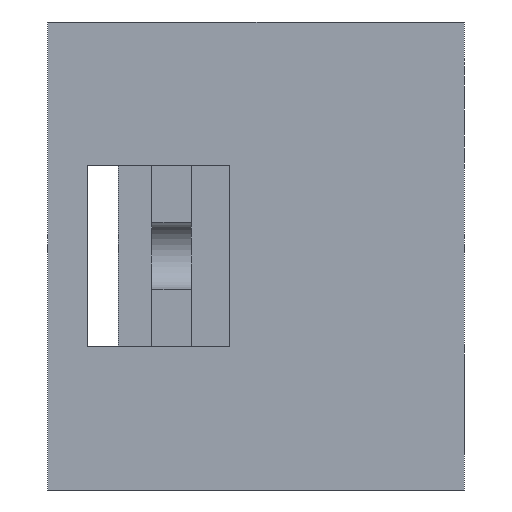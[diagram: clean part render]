
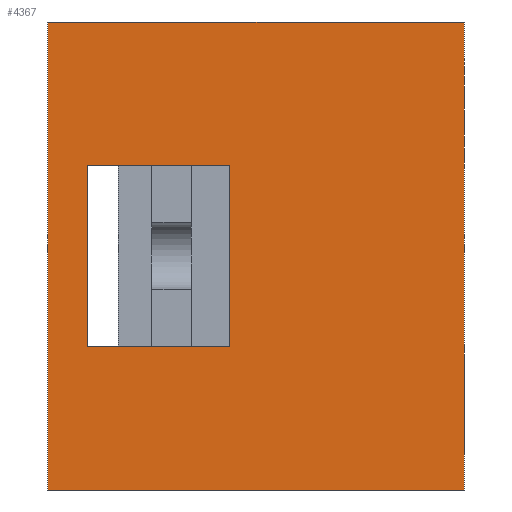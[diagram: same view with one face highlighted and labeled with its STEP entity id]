
A CAD part, left-side view. The second image highlights one B-rep face of the part: STEP entity #4367.
In plain terms, the highlighted planar face has unit normal (-1, 0, 0).
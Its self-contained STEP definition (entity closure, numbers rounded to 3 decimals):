
#25=DIRECTION('',(0.,-1.,0.));
#26=VECTOR('',#25,16.02);
#27=CARTESIAN_POINT('',(-17.51,16.01,-0.01));
#28=LINE('',#27,#26);
#1237=DIRECTION('',(0.,-1.,0.));
#1238=VECTOR('',#1237,16.02);
#1239=CARTESIAN_POINT('',(-17.51,16.01,18.01));
#1240=LINE('',#1239,#1238);
#1265=DIRECTION('',(0.,0.,1.));
#1266=VECTOR('',#1265,18.02);
#1267=CARTESIAN_POINT('',(-17.51,-0.01,-0.01));
#1268=LINE('',#1267,#1266);
#1269=DIRECTION('',(0.,0.,1.));
#1270=VECTOR('',#1269,18.02);
#1271=CARTESIAN_POINT('',(-17.51,16.01,-0.01));
#1272=LINE('',#1271,#1270);
#1273=DIRECTION('',(0.,-1.,0.));
#1274=VECTOR('',#1273,5.48);
#1275=CARTESIAN_POINT('',(-17.51,14.49,5.51));
#1276=LINE('',#1275,#1274);
#1277=DIRECTION('',(0.,0.,1.));
#1278=VECTOR('',#1277,6.98);
#1279=CARTESIAN_POINT('',(-17.51,9.01,5.51));
#1280=LINE('',#1279,#1278);
#1281=DIRECTION('',(0.,1.,0.));
#1282=VECTOR('',#1281,5.48);
#1283=CARTESIAN_POINT('',(-17.51,9.01,12.49));
#1284=LINE('',#1283,#1282);
#1285=DIRECTION('',(0.,0.,-1.));
#1286=VECTOR('',#1285,6.98);
#1287=CARTESIAN_POINT('',(-17.51,14.49,12.49));
#1288=LINE('',#1287,#1286);
#2427=CARTESIAN_POINT('',(-17.51,16.01,-0.01));
#2429=VERTEX_POINT('',#2427);
#2430=CARTESIAN_POINT('',(-17.51,-0.01,-0.01));
#2431=VERTEX_POINT('',#2430);
#2487=CARTESIAN_POINT('',(-17.51,16.01,18.01));
#2489=VERTEX_POINT('',#2487);
#2490=CARTESIAN_POINT('',(-17.51,-0.01,18.01));
#2491=VERTEX_POINT('',#2490);
#2644=CARTESIAN_POINT('',(-17.51,14.49,5.51));
#2645=CARTESIAN_POINT('',(-17.51,9.01,5.51));
#2646=VERTEX_POINT('',#2644);
#2647=VERTEX_POINT('',#2645);
#2648=CARTESIAN_POINT('',(-17.51,9.01,12.49));
#2649=VERTEX_POINT('',#2648);
#2650=CARTESIAN_POINT('',(-17.51,14.49,12.49));
#2651=VERTEX_POINT('',#2650);
#4345=CARTESIAN_POINT('',(-17.51,16.,0.));
#4346=DIRECTION('',(-1.,0.,0.));
#4347=DIRECTION('',(0.,-1.,0.));
#4348=AXIS2_PLACEMENT_3D('',#4345,#4346,#4347);
#4349=PLANE('',#4348);
#4350=ORIENTED_EDGE('',*,*,#3018,.F.);
#4352=ORIENTED_EDGE('',*,*,#4351,.T.);
#4353=ORIENTED_EDGE('',*,*,#4305,.T.);
#4354=ORIENTED_EDGE('',*,*,#4338,.F.);
#4355=EDGE_LOOP('',(#4350,#4352,#4353,#4354));
#4356=FACE_OUTER_BOUND('',#4355,.F.);
#4358=ORIENTED_EDGE('',*,*,#4357,.T.);
#4360=ORIENTED_EDGE('',*,*,#4359,.T.);
#4362=ORIENTED_EDGE('',*,*,#4361,.T.);
#4364=ORIENTED_EDGE('',*,*,#4363,.T.);
#4365=EDGE_LOOP('',(#4358,#4360,#4362,#4364));
#4366=FACE_BOUND('',#4365,.F.);
#4367=ADVANCED_FACE('',(#4356,#4366),#4349,.T.);
#3018=EDGE_CURVE('',#2429,#2431,#28,.T.);
#4305=EDGE_CURVE('',#2489,#2491,#1240,.T.);
#4338=EDGE_CURVE('',#2431,#2491,#1268,.T.);
#4351=EDGE_CURVE('',#2429,#2489,#1272,.T.);
#4357=EDGE_CURVE('',#2646,#2647,#1276,.T.);
#4359=EDGE_CURVE('',#2647,#2649,#1280,.T.);
#4361=EDGE_CURVE('',#2649,#2651,#1284,.T.);
#4363=EDGE_CURVE('',#2651,#2646,#1288,.T.);
